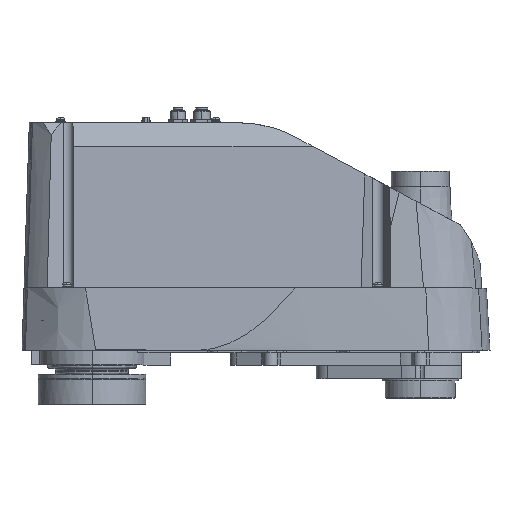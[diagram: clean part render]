
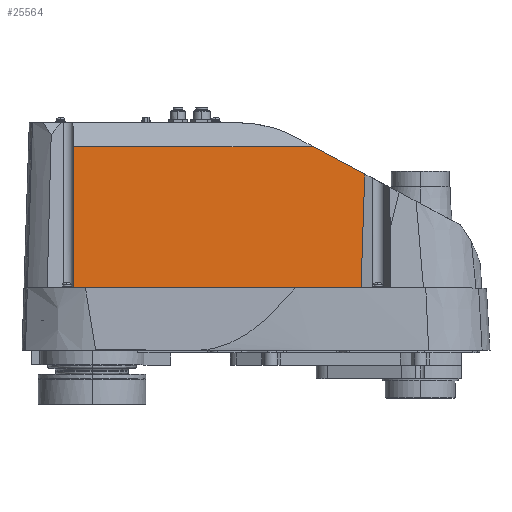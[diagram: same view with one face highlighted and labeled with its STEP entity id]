
A CAD part, top view. The second image highlights one B-rep face of the part: STEP entity #25564.
In plain terms, the highlighted planar face has unit normal (0, 0.052, 0.999).
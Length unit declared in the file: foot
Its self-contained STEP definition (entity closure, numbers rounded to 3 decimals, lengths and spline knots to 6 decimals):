
#904 = VECTOR ( 'NONE', #23496, 3.28084 ) ;
#1366 = LINE ( 'NONE', #3431, #21267 ) ;
#1482 = ORIENTED_EDGE ( 'NONE', *, *, #24334, .F. ) ;
#2063 = VERTEX_POINT ( 'NONE', #21989 ) ;
#3431 = CARTESIAN_POINT ( 'NONE',  ( -0.95281, 0.171588, 0.197769 ) ) ;
#3774 = EDGE_CURVE ( 'NONE', #2063, #5402, #1366, .T. ) ;
#5286 = CARTESIAN_POINT ( 'NONE',  ( 0.19685, 0.560367, 0.177394 ) ) ;
#5402 = VERTEX_POINT ( 'NONE', #11198 ) ;
#5555 = ORIENTED_EDGE ( 'NONE', *, *, #3774, .F. ) ;
#5979 = EDGE_CURVE ( 'NONE', #16119, #21195, #19803, .T. ) ;
#6468 = CARTESIAN_POINT ( 'NONE',  ( 0.19685, 0.560367, 0.177394 ) ) ;
#6899 = LINE ( 'NONE', #9597, #30800 ) ;
#6956 = ORIENTED_EDGE ( 'NONE', *, *, #22341, .F. ) ;
#7549 = DIRECTION ( 'NONE',  ( -0.032, -0.998, 0.052 ) ) ;
#8202 = CARTESIAN_POINT ( 'NONE',  ( -0.162709, 0.171588, 0.197769 ) ) ;
#8473 = VECTOR ( 'NONE', #13918, 3.28084 ) ;
#8476 = EDGE_LOOP ( 'NONE', ( #27154, #6956, #1482, #5555, #24054 ) ) ;
#8497 = AXIS2_PLACEMENT_3D ( 'NONE', #5286, #19942, #17391 ) ;
#8995 = DIRECTION ( 'NONE',  ( 0., 0.999, -0.052 ) ) ;
#9597 = CARTESIAN_POINT ( 'NONE',  ( -0.2943, 0.560367, 0.177394 ) ) ;
#10007 = CARTESIAN_POINT ( 'NONE',  ( -0.2943, 0.560367, 0.177394 ) ) ;
#11198 = CARTESIAN_POINT ( 'NONE',  ( -0.9529, 0.560367, 0.177394 ) ) ;
#13085 = PLANE ( 'NONE',  #8497 ) ;
#13918 = DIRECTION ( 'NONE',  ( 1., 0., 0. ) ) ;
#14569 = CARTESIAN_POINT ( 'NONE',  ( -0.152542, 0.484993, 0.181344 ) ) ;
#15170 = CARTESIAN_POINT ( 'NONE',  ( -0.152542, 0.484993, 0.181344 ) ) ;
#15359 = VERTEX_POINT ( 'NONE', #10007 ) ;
#15864 = LINE ( 'NONE', #6468, #8473 ) ;
#16119 = VERTEX_POINT ( 'NONE', #14569 ) ;
#16762 = DIRECTION ( 'NONE',  ( 0.883, -0.469, 0.025 ) ) ;
#16767 = VECTOR ( 'NONE', #7549, 3.28084 ) ;
#17391 = DIRECTION ( 'NONE',  ( 0., 0.999, -0.052 ) ) ;
#19803 = LINE ( 'NONE', #15170, #16767 ) ;
#19942 = DIRECTION ( 'NONE',  ( 0., -0.052, -0.999 ) ) ;
#20330 = LINE ( 'NONE', #27829, #904 ) ;
#21195 = VERTEX_POINT ( 'NONE', #8202 ) ;
#21267 = VECTOR ( 'NONE', #8995, 3.28084 ) ;
#21989 = CARTESIAN_POINT ( 'NONE',  ( -0.95281, 0.171588, 0.197769 ) ) ;
#22341 = EDGE_CURVE ( 'NONE', #15359, #16119, #6899, .T. ) ;
#23496 = DIRECTION ( 'NONE',  ( -1., 0., 0. ) ) ;
#24054 = ORIENTED_EDGE ( 'NONE', *, *, #26298, .F. ) ;
#24334 = EDGE_CURVE ( 'NONE', #5402, #15359, #15864, .T. ) ;
#24869 = FACE_OUTER_BOUND ( 'NONE', #8476, .T. ) ;
#25564 = ADVANCED_FACE ( 'NONE', ( #24869 ), #13085, .F. ) ;
#26298 = EDGE_CURVE ( 'NONE', #21195, #2063, #20330, .T. ) ;
#27154 = ORIENTED_EDGE ( 'NONE', *, *, #5979, .F. ) ;
#27829 = CARTESIAN_POINT ( 'NONE',  ( 0.19685, 0.171588, 0.197769 ) ) ;
#30800 = VECTOR ( 'NONE', #16762, 3.28084 ) ;
